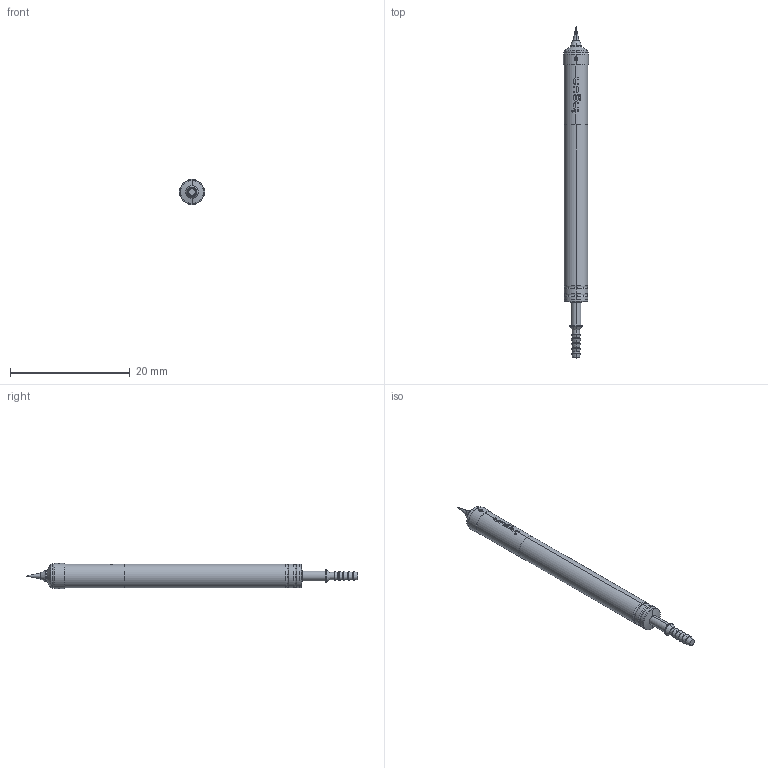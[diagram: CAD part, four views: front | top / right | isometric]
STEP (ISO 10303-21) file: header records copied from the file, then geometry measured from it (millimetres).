
FILE_DESCRIPTION (( 'STEP AP203' ), '1' );
FILE_NAME ('INGUN_PKS-399_215_200_A_xx02_1H.STEP', '2022-02-28T09:13:33', ( 'ochi' ), ( '' ), 'SwSTEP 2.0', 'SolidWorks 2018', '' );
FILE_SCHEMA (( 'CONFIG_CONTROL_DESIGN' ));
Length unit declared in the file: millimetre
Products named in the file (1): INGUN_PKS-399_215_200_A_xx02_1H
Bounding box: 4.2 x 55.4 x 4.2 mm (x, y, z)
Volume: 545.4 mm3; surface area: 609.6 mm2
Topology: 1 solids, 1 shells, 178 faces, 448 edges, 283 vertices
Faces by surface type: cylinder 63, plane 53, bspline 24, cone 22, torus 16
Entity records: 6737 total; most frequent: CARTESIAN_POINT 2872, ORIENTED_EDGE 892, DIRECTION 624, EDGE_CURVE 446, VERTEX_POINT 283, AXIS2_PLACEMENT_3D 269, B_SPLINE_CURVE_WITH_KNOTS 246, EDGE_LOOP 191
